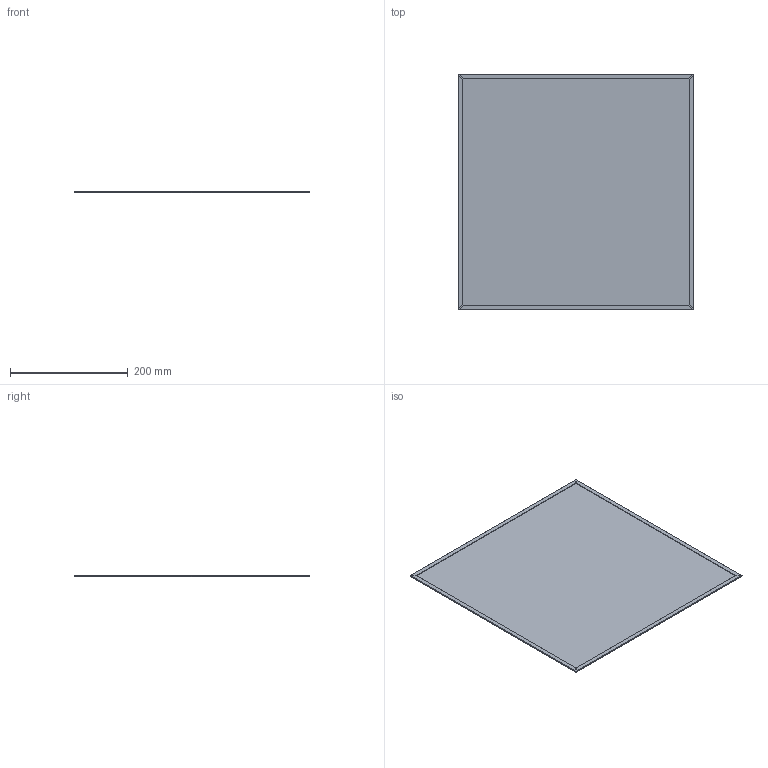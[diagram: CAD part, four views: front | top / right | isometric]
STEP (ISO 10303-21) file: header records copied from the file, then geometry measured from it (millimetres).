
FILE_DESCRIPTION(/* description */ ('STEP AP214'),/* implementation_level */ '2;1');
FILE_NAME(/* name */ '68d0257b5aa4e534d43ab771',/* time_stamp */ '2025-09-21T16:19:08Z',/* author */ (''),/* organization */ (''),/* preprocessor_version */ 'ST-DEVELOPER v20',/* originating_system */ 'ONSHAPE BY PTC INC, 1.204',/* authorisation */ ' ');
FILE_SCHEMA (('AUTOMOTIVE_DESIGN {1 0 10303 214 3 1 1}'));
Length unit declared in the file: metre
Products named in the file (1): Part 1
Bounding box: 400.2 x 400.2 x 2.2 mm (x, y, z)
Volume: 172190.2 mm3; surface area: 346009.5 mm2
Topology: 1 solids, 1 shells, 38 faces, 76 edges, 40 vertices
Faces by surface type: plane 22, bspline 8, cylinder 8
Entity records: 1482 total; most frequent: CARTESIAN_POINT 755, ORIENTED_EDGE 152, DIRECTION 122, EDGE_CURVE 76, LINE 60, VECTOR 60, VERTEX_POINT 40, EDGE_LOOP 38
